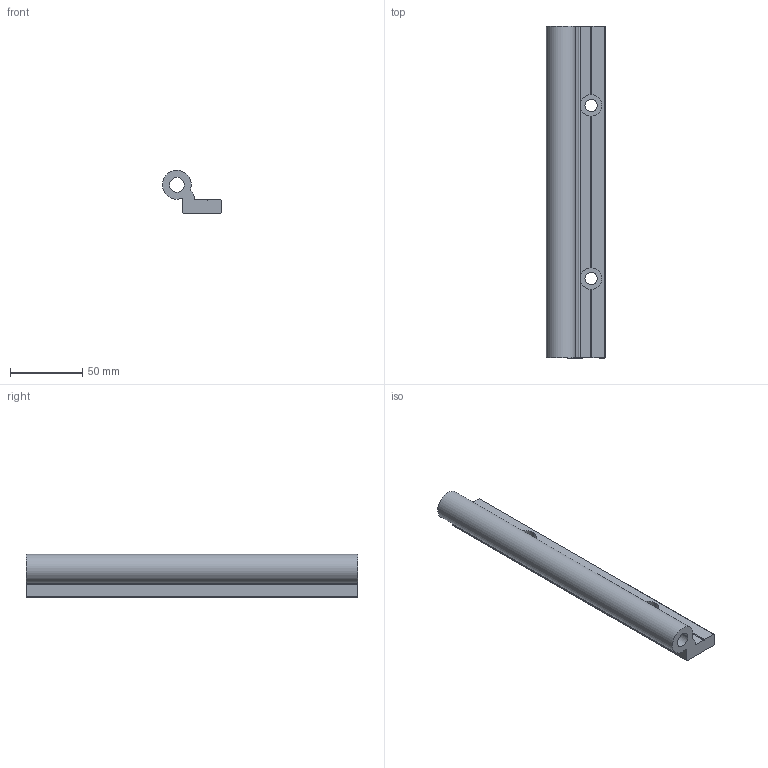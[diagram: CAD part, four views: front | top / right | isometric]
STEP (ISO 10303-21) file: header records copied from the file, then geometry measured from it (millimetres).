
FILE_DESCRIPTION (( 'STEP AP214' ), '1' );
FILE_NAME ('2023_10_06_11_38_42_0349.STEP', '2024-10-09T10:45:43', ( '' ), ( '' ), 'SwSTEP 2.0', 'SolidWorks 2024', '' );
FILE_SCHEMA (( 'AUTOMOTIVE_DESIGN' ));
Length unit declared in the file: millimetre
Products named in the file (1): 2023_10_06_11_38_42_0349
Bounding box: 41 x 230 x 30 mm (x, y, z)
Volume: 117335.8 mm3; surface area: 37983.3 mm2
Topology: 1 solids, 1 shells, 37 faces, 105 edges, 70 vertices
Faces by surface type: plane 22, cylinder 15
Entity records: 1256 total; most frequent: CARTESIAN_POINT 237, ORIENTED_EDGE 210, DIRECTION 207, EDGE_CURVE 105, AXIS2_PLACEMENT_3D 72, VERTEX_POINT 70, LINE 63, VECTOR 63
